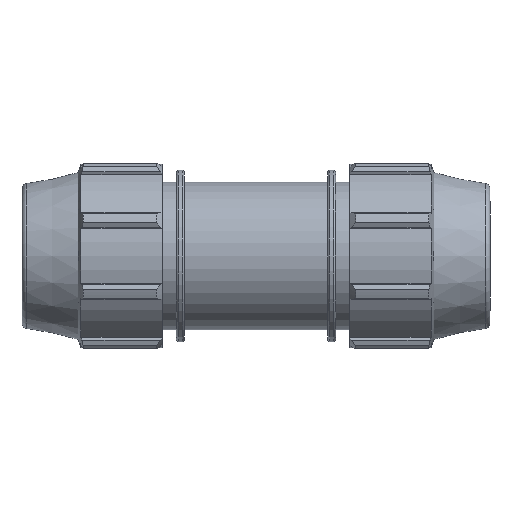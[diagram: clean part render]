
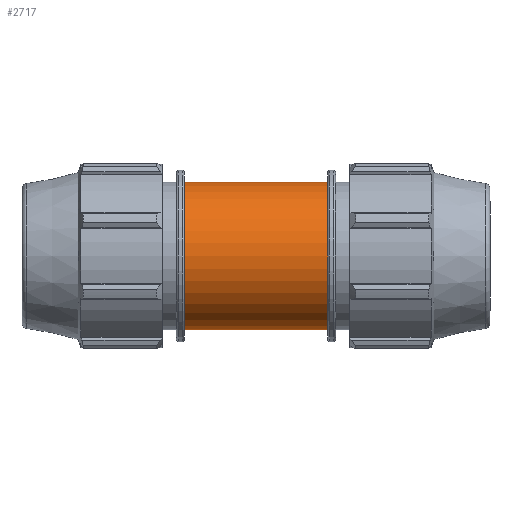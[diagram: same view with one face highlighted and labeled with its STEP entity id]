
A CAD part, front view. The second image highlights one B-rep face of the part: STEP entity #2717.
In plain terms, the highlighted cylindrical face has radius 42.375 mm (diameter 84.75 mm), a full revolution.
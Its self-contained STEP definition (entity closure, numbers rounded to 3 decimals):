
#574=B_SPLINE_CURVE_WITH_KNOTS('',3,(#3914,#3915,#3916,#3917,#3918,#3919,
#3920,#3921,#3922,#3923,#3924,#3925,#3926,#3927,#3928,#3929,#3930,#3931,
#3932,#3933,#3934,#3935,#3936,#3937,#3938,#3939,#3940,#3941,#3942,#3943,
#3944,#3945,#3946,#3947,#3948,#3949,#3950,#3951,#3952,#3953,#3954,#3955,
#3956,#3957,#3958,#3959,#3960,#3961,#3962,#3963,#3964,#3965,#3966,#3967,
#3968,#3969,#3970,#3971,#3972,#3973,#3974,#3975,#3976,#3977,#3978,#3979),
 .UNSPECIFIED.,.T.,.F.,(4,2,2,2,2,2,2,2,2,2,2,2,2,2,2,2,2,2,2,2,2,2,2,2,
2,2,2,2,2,2,2,2,4),(0.,0.432,0.865,1.297,
1.73,2.161,2.591,3.022,3.453,
3.884,4.315,4.746,5.177,5.609,
6.042,6.474,6.907,7.339,7.771,
8.204,8.636,9.067,9.498,9.929,
10.36,10.791,11.222,11.653,12.083,
12.516,12.948,13.381,13.813),
 .UNSPECIFIED.);
#576=FACE_BOUND('',#781,.T.);
#577=FACE_BOUND('',#782,.T.);
#623=FACE_OUTER_BOUND('',#780,.T.);
#780=EDGE_LOOP('',(#1754));
#781=EDGE_LOOP('',(#1755));
#782=EDGE_LOOP('',(#1756));
#984=CIRCLE('',#2877,42.375);
#985=CIRCLE('',#2878,42.375);
#1106=VERTEX_POINT('',#3909);
#1107=VERTEX_POINT('',#3911);
#1108=VERTEX_POINT('',#3913);
#1374=EDGE_CURVE('',#1106,#1106,#984,.T.);
#1375=EDGE_CURVE('',#1107,#1107,#985,.T.);
#1376=EDGE_CURVE('',#1108,#1108,#574,.T.);
#1754=ORIENTED_EDGE('',*,*,#1374,.F.);
#1755=ORIENTED_EDGE('',*,*,#1375,.T.);
#1756=ORIENTED_EDGE('',*,*,#1376,.F.);
#2514=CYLINDRICAL_SURFACE('',#2876,42.375);
#2717=ADVANCED_FACE('',(#623,#576,#577),#2514,.T.);
#2876=AXIS2_PLACEMENT_3D('',#3908,#3157,#3158);
#2877=AXIS2_PLACEMENT_3D('',#3910,#3159,#3160);
#2878=AXIS2_PLACEMENT_3D('',#3912,#3161,#3162);
#3157=DIRECTION('center_axis',(1.,0.,0.));
#3158=DIRECTION('ref_axis',(0.,1.,0.));
#3159=DIRECTION('center_axis',(1.,0.,0.));
#3160=DIRECTION('ref_axis',(0.,0.,-1.));
#3161=DIRECTION('center_axis',(1.,0.,0.));
#3162=DIRECTION('ref_axis',(0.,0.,-1.));
#3908=CARTESIAN_POINT('Origin',(20.547,0.,0.));
#3909=CARTESIAN_POINT('',(41.093,42.375,0.));
#3910=CARTESIAN_POINT('Origin',(41.093,0.,0.));
#3911=CARTESIAN_POINT('',(-41.093,42.375,0.));
#3912=CARTESIAN_POINT('Origin',(-41.093,0.,0.));
#3913=CARTESIAN_POINT('',(0.,35.972,22.397));
#3914=CARTESIAN_POINT('Ctrl Pts',(0.,35.972,
22.397));
#3915=CARTESIAN_POINT('Ctrl Pts',(1.441,35.972,22.397));
#3916=CARTESIAN_POINT('Ctrl Pts',(2.919,36.061,22.256));
#3917=CARTESIAN_POINT('Ctrl Pts',(5.838,36.414,21.674));
#3918=CARTESIAN_POINT('Ctrl Pts',(7.278,36.677,21.234));
#3919=CARTESIAN_POINT('Ctrl Pts',(10.025,37.319,20.084));
#3920=CARTESIAN_POINT('Ctrl Pts',(11.334,37.698,19.373));
#3921=CARTESIAN_POINT('Ctrl Pts',(13.75,38.494,17.74));
#3922=CARTESIAN_POINT('Ctrl Pts',(14.857,38.909,16.818));
#3923=CARTESIAN_POINT('Ctrl Pts',(16.814,39.698,14.861));
#3924=CARTESIAN_POINT('Ctrl Pts',(17.736,40.1,13.755));
#3925=CARTESIAN_POINT('Ctrl Pts',(19.37,40.849,11.339));
#3926=CARTESIAN_POINT('Ctrl Pts',(20.083,41.196,10.027));
#3927=CARTESIAN_POINT('Ctrl Pts',(21.235,41.769,7.275));
#3928=CARTESIAN_POINT('Ctrl Pts',(21.676,41.997,5.832));
#3929=CARTESIAN_POINT('Ctrl Pts',(22.257,42.3,2.913));
#3930=CARTESIAN_POINT('Ctrl Pts',(22.397,42.375,1.436));
#3931=CARTESIAN_POINT('Ctrl Pts',(22.397,42.375,-1.436));
#3932=CARTESIAN_POINT('Ctrl Pts',(22.257,42.3,-2.913));
#3933=CARTESIAN_POINT('Ctrl Pts',(21.676,41.997,-5.832));
#3934=CARTESIAN_POINT('Ctrl Pts',(21.235,41.769,-7.275));
#3935=CARTESIAN_POINT('Ctrl Pts',(20.083,41.196,-10.027));
#3936=CARTESIAN_POINT('Ctrl Pts',(19.37,40.849,-11.339));
#3937=CARTESIAN_POINT('Ctrl Pts',(17.736,40.1,-13.755));
#3938=CARTESIAN_POINT('Ctrl Pts',(16.814,39.698,-14.861));
#3939=CARTESIAN_POINT('Ctrl Pts',(14.857,38.909,-16.818));
#3940=CARTESIAN_POINT('Ctrl Pts',(13.75,38.494,-17.74));
#3941=CARTESIAN_POINT('Ctrl Pts',(11.334,37.698,-19.373));
#3942=CARTESIAN_POINT('Ctrl Pts',(10.025,37.319,-20.084));
#3943=CARTESIAN_POINT('Ctrl Pts',(7.278,36.677,-21.234));
#3944=CARTESIAN_POINT('Ctrl Pts',(5.838,36.414,-21.674));
#3945=CARTESIAN_POINT('Ctrl Pts',(2.919,36.061,-22.256));
#3946=CARTESIAN_POINT('Ctrl Pts',(1.441,35.972,-22.397));
#3947=CARTESIAN_POINT('Ctrl Pts',(-1.441,35.972,-22.397));
#3948=CARTESIAN_POINT('Ctrl Pts',(-2.919,36.061,-22.256));
#3949=CARTESIAN_POINT('Ctrl Pts',(-5.838,36.414,-21.674));
#3950=CARTESIAN_POINT('Ctrl Pts',(-7.278,36.677,-21.234));
#3951=CARTESIAN_POINT('Ctrl Pts',(-10.025,37.319,-20.084));
#3952=CARTESIAN_POINT('Ctrl Pts',(-11.334,37.698,-19.373));
#3953=CARTESIAN_POINT('Ctrl Pts',(-13.75,38.494,-17.74));
#3954=CARTESIAN_POINT('Ctrl Pts',(-14.857,38.909,-16.818));
#3955=CARTESIAN_POINT('Ctrl Pts',(-16.814,39.698,-14.861));
#3956=CARTESIAN_POINT('Ctrl Pts',(-17.736,40.1,-13.755));
#3957=CARTESIAN_POINT('Ctrl Pts',(-19.37,40.849,-11.339));
#3958=CARTESIAN_POINT('Ctrl Pts',(-20.083,41.196,-10.027));
#3959=CARTESIAN_POINT('Ctrl Pts',(-21.235,41.769,-7.275));
#3960=CARTESIAN_POINT('Ctrl Pts',(-21.676,41.997,-5.832));
#3961=CARTESIAN_POINT('Ctrl Pts',(-22.257,42.3,-2.913));
#3962=CARTESIAN_POINT('Ctrl Pts',(-22.397,42.375,-1.436));
#3963=CARTESIAN_POINT('Ctrl Pts',(-22.397,42.375,1.436));
#3964=CARTESIAN_POINT('Ctrl Pts',(-22.257,42.3,2.913));
#3965=CARTESIAN_POINT('Ctrl Pts',(-21.676,41.997,5.832));
#3966=CARTESIAN_POINT('Ctrl Pts',(-21.235,41.769,7.275));
#3967=CARTESIAN_POINT('Ctrl Pts',(-20.083,41.196,10.027));
#3968=CARTESIAN_POINT('Ctrl Pts',(-19.37,40.849,11.339));
#3969=CARTESIAN_POINT('Ctrl Pts',(-17.736,40.1,13.755));
#3970=CARTESIAN_POINT('Ctrl Pts',(-16.814,39.698,14.861));
#3971=CARTESIAN_POINT('Ctrl Pts',(-14.857,38.909,16.818));
#3972=CARTESIAN_POINT('Ctrl Pts',(-13.75,38.494,17.74));
#3973=CARTESIAN_POINT('Ctrl Pts',(-11.334,37.698,19.373));
#3974=CARTESIAN_POINT('Ctrl Pts',(-10.025,37.319,20.084));
#3975=CARTESIAN_POINT('Ctrl Pts',(-7.278,36.677,21.234));
#3976=CARTESIAN_POINT('Ctrl Pts',(-5.838,36.414,21.674));
#3977=CARTESIAN_POINT('Ctrl Pts',(-2.919,36.061,22.256));
#3978=CARTESIAN_POINT('Ctrl Pts',(-1.441,35.972,22.397));
#3979=CARTESIAN_POINT('Ctrl Pts',(0.,35.972,
22.397));
